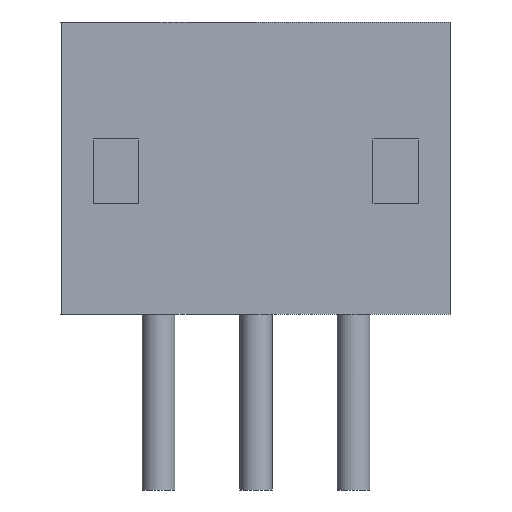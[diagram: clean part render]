
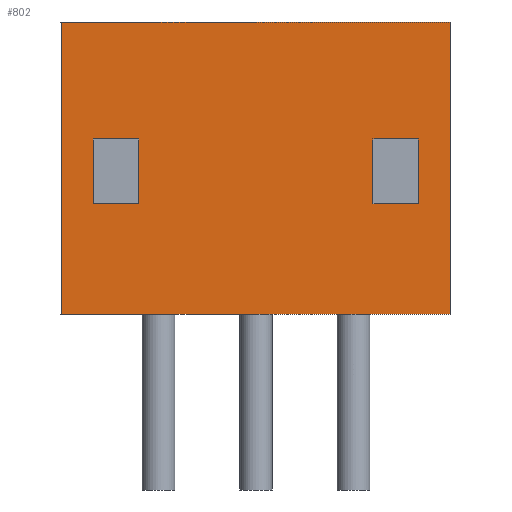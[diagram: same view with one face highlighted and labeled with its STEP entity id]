
A CAD part, front view. The second image highlights one B-rep face of the part: STEP entity #802.
In plain terms, the highlighted planar face has unit normal (0, -1, 0).
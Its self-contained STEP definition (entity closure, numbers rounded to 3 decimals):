
#613=CARTESIAN_POINT('',(-3.0,-1.3,0.));
#614=VERTEX_POINT('',#613);
#631=CARTESIAN_POINT('',(3.0,-1.3,0.));
#632=VERTEX_POINT('',#631);
#639=CARTESIAN_POINT('',(3.0,-1.3,0.));
#640=DIRECTION('',(-1.0,0.0,0.0));
#641=VECTOR('',#640,6.0);
#642=LINE('',#639,#641);
#643=EDGE_CURVE('',#632,#614,#642,.T.);
#671=CARTESIAN_POINT('',(3.0,-1.3,4.5));
#672=VERTEX_POINT('',#671);
#679=CARTESIAN_POINT('',(3.0,-1.3,4.5));
#680=DIRECTION('',(0.0,0.0,-1.0));
#681=VECTOR('',#680,4.5);
#682=LINE('',#679,#681);
#683=EDGE_CURVE('',#672,#632,#682,.T.);
#711=CARTESIAN_POINT('',(3.3,-1.3,-0.225));
#712=DIRECTION('',(0.0,1.0,0.0));
#713=DIRECTION('',(-1.0,0.0,0.0));
#714=AXIS2_PLACEMENT_3D('',#711,#712,#713);
#715=PLANE('',#714);
#716=CARTESIAN_POINT('',(-3.0,-1.3,4.5));
#717=VERTEX_POINT('',#716);
#718=CARTESIAN_POINT('',(-3.0,-1.3,4.5));
#719=DIRECTION('',(0.0,0.0,-1.0));
#720=VECTOR('',#719,4.5);
#721=LINE('',#718,#720);
#722=EDGE_CURVE('',#717,#614,#721,.T.);
#723=ORIENTED_EDGE('',*,*,#722,.T.);
#724=ORIENTED_EDGE('',*,*,#643,.F.);
#725=ORIENTED_EDGE('',*,*,#683,.F.);
#726=CARTESIAN_POINT('',(3.0,-1.3,4.5));
#727=DIRECTION('',(-1.0,0.0,0.0));
#728=VECTOR('',#727,6.0);
#729=LINE('',#726,#728);
#730=EDGE_CURVE('',#672,#717,#729,.T.);
#731=ORIENTED_EDGE('',*,*,#730,.T.);
#732=EDGE_LOOP('',(#723,#724,#725,#731));
#733=FACE_OUTER_BOUND('',#732,.T.);
#734=CARTESIAN_POINT('',(-1.8,-1.3,1.7));
#735=VERTEX_POINT('',#734);
#736=CARTESIAN_POINT('',(-1.8,-1.3,2.7));
#737=VERTEX_POINT('',#736);
#738=CARTESIAN_POINT('',(-1.8,-1.3,1.7));
#739=DIRECTION('',(0.0,0.0,1.0));
#740=VECTOR('',#739,1.0);
#741=LINE('',#738,#740);
#742=EDGE_CURVE('',#735,#737,#741,.T.);
#743=ORIENTED_EDGE('',*,*,#742,.F.);
#744=CARTESIAN_POINT('',(-2.5,-1.3,1.7));
#745=VERTEX_POINT('',#744);
#746=CARTESIAN_POINT('',(-2.5,-1.3,1.7));
#747=DIRECTION('',(1.0,0.0,0.0));
#748=VECTOR('',#747,0.7);
#749=LINE('',#746,#748);
#750=EDGE_CURVE('',#745,#735,#749,.T.);
#751=ORIENTED_EDGE('',*,*,#750,.F.);
#752=CARTESIAN_POINT('',(-2.5,-1.3,2.7));
#753=VERTEX_POINT('',#752);
#754=CARTESIAN_POINT('',(-2.5,-1.3,2.7));
#755=DIRECTION('',(0.0,0.0,-1.0));
#756=VECTOR('',#755,1.0);
#757=LINE('',#754,#756);
#758=EDGE_CURVE('',#753,#745,#757,.T.);
#759=ORIENTED_EDGE('',*,*,#758,.F.);
#760=CARTESIAN_POINT('',(-1.8,-1.3,2.7));
#761=DIRECTION('',(-1.0,0.0,0.0));
#762=VECTOR('',#761,0.7);
#763=LINE('',#760,#762);
#764=EDGE_CURVE('',#737,#753,#763,.T.);
#765=ORIENTED_EDGE('',*,*,#764,.F.);
#766=EDGE_LOOP('',(#743,#751,#759,#765));
#767=FACE_BOUND('',#766,.T.);
#768=CARTESIAN_POINT('',(1.8,-1.3,2.7));
#769=VERTEX_POINT('',#768);
#770=CARTESIAN_POINT('',(1.8,-1.3,1.7));
#771=VERTEX_POINT('',#770);
#772=CARTESIAN_POINT('',(1.8,-1.3,2.7));
#773=DIRECTION('',(0.0,0.0,-1.0));
#774=VECTOR('',#773,1.0);
#775=LINE('',#772,#774);
#776=EDGE_CURVE('',#769,#771,#775,.T.);
#777=ORIENTED_EDGE('',*,*,#776,.F.);
#778=CARTESIAN_POINT('',(2.5,-1.3,2.7));
#779=VERTEX_POINT('',#778);
#780=CARTESIAN_POINT('',(2.5,-1.3,2.7));
#781=DIRECTION('',(-1.0,0.0,0.0));
#782=VECTOR('',#781,0.7);
#783=LINE('',#780,#782);
#784=EDGE_CURVE('',#779,#769,#783,.T.);
#785=ORIENTED_EDGE('',*,*,#784,.F.);
#786=CARTESIAN_POINT('',(2.5,-1.3,1.7));
#787=VERTEX_POINT('',#786);
#788=CARTESIAN_POINT('',(2.5,-1.3,1.7));
#789=DIRECTION('',(0.0,0.0,1.0));
#790=VECTOR('',#789,1.0);
#791=LINE('',#788,#790);
#792=EDGE_CURVE('',#787,#779,#791,.T.);
#793=ORIENTED_EDGE('',*,*,#792,.F.);
#794=CARTESIAN_POINT('',(1.8,-1.3,1.7));
#795=DIRECTION('',(1.0,0.0,0.0));
#796=VECTOR('',#795,0.7);
#797=LINE('',#794,#796);
#798=EDGE_CURVE('',#771,#787,#797,.T.);
#799=ORIENTED_EDGE('',*,*,#798,.F.);
#800=EDGE_LOOP('',(#777,#785,#793,#799));
#801=FACE_BOUND('',#800,.T.);
#802=ADVANCED_FACE('',(#733,#767,#801),#715,.F.);
